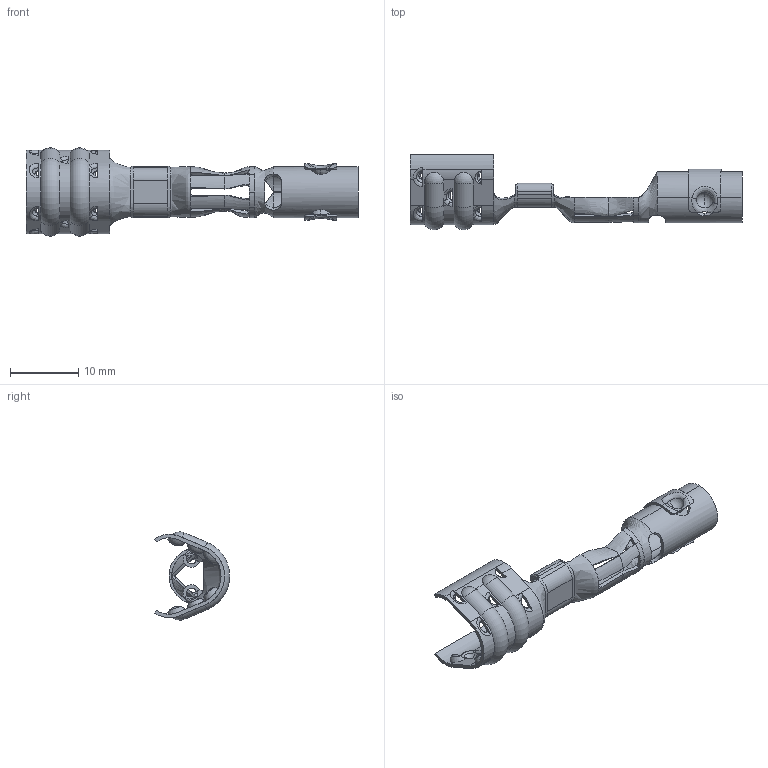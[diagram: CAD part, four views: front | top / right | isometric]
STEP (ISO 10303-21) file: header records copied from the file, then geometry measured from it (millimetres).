
FILE_DESCRIPTION (( 'STEP AP203' ), '1' );
FILE_NAME ('CC198-EB.STEP', '2019-11-06T14:20:23', ( 'tempuser' ), ( 'Microsoft' ), 'SwSTEP 2.0', 'SolidWorks 2019', '' );
FILE_SCHEMA (( 'CONFIG_CONTROL_DESIGN' ));
Length unit declared in the file: inch
Products named in the file (3): CC198_CC198-EB without carrier; SCA4 expanded for mating_SCA4-G; CC198-EB
Assembly tree (2 placements, depth 2):
  CC198-EB
    CC198_CC198-EB without carrier
    SCA4 expanded for mating_SCA4-G
Bounding box: 48.77 x 11.07 x 12.96 mm (x, y, z)
Volume: 473.7 mm3; surface area: 2123.4 mm2
Topology: 2 solids, 2 shells, 425 faces, 1263 edges, 814 vertices
Faces by surface type: bspline 149, cylinder 85, plane 80, sphere 51, torus 34, cone 26
Entity records: 25223 total; most frequent: CARTESIAN_POINT 14890, ORIENTED_EDGE 2526, DIRECTION 1589, EDGE_CURVE 1263, VERTEX_POINT 814, AXIS2_PLACEMENT_3D 655, B_SPLINE_CURVE_WITH_KNOTS 597, EDGE_LOOP 429
